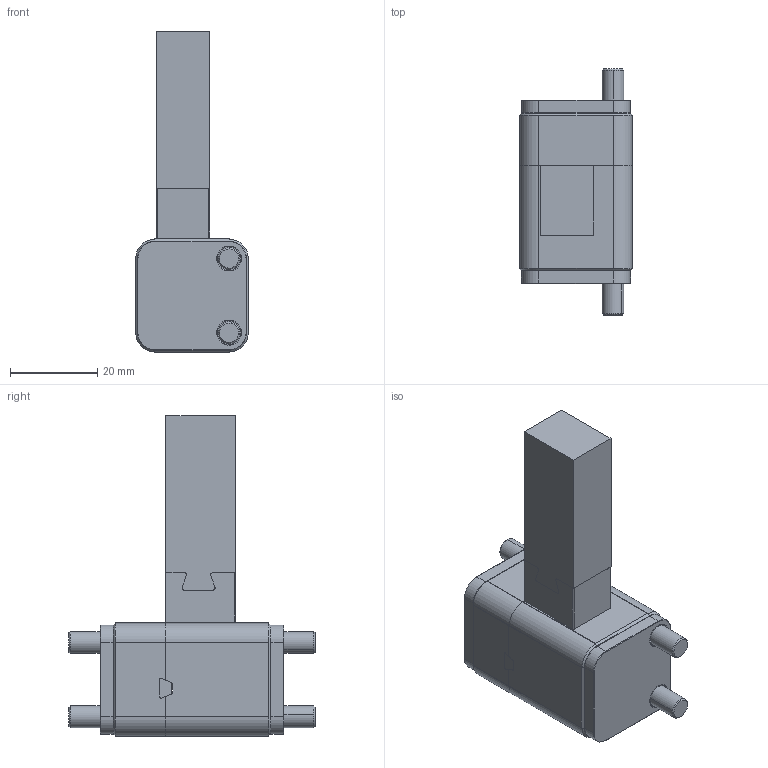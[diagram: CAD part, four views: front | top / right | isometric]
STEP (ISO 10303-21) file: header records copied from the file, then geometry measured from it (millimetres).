
FILE_DESCRIPTION (( 'STEP AP214' ), '1' );
FILE_NAME ('SU121626.STEP', '2016-04-01T14:09:40', ( '' ), ( '' ), 'SwSTEP 2.0', 'SolidWorks 2015', '' );
FILE_SCHEMA (( 'AUTOMOTIVE_DESIGN' ));
Length unit declared in the file: millimetre
Products named in the file (12): 7TO-M8X10; 8SU122626; SU121626; 8SI121636; 1TOA-M5X34; 9GU122626-1; 7SU121600; 8SU120325; 9GU122626; 1TOA-M5X22; 9GU122626-2; 1BOLAØ4
Assembly tree (14 placements, depth 3):
  SU121626
    8SU122626
    7TO-M8X10
    1TOA-M5X22  x2
    1TOA-M5X34  x2
    9GU122626
      9GU122626-1
      9GU122626-2
    8SI121636
    7SU121600
    1BOLAØ4
    8SU120325  x2
Bounding box: 26 x 56.4 x 73.5 mm (x, y, z)
Volume: 34805.6 mm3; surface area: 19511.1 mm2
Topology: 13 solids, 13 shells, 476 faces, 1145 edges, 712 vertices
Faces by surface type: plane 209, cylinder 150, cone 97, torus 18, sphere 2
Entity records: 12206 total; most frequent: CARTESIAN_POINT 2137, DIRECTION 2094, ORIENTED_EDGE 1908, EDGE_CURVE 954, AXIS2_PLACEMENT_3D 752, VERTEX_POINT 601, VECTOR 590, LINE 590
